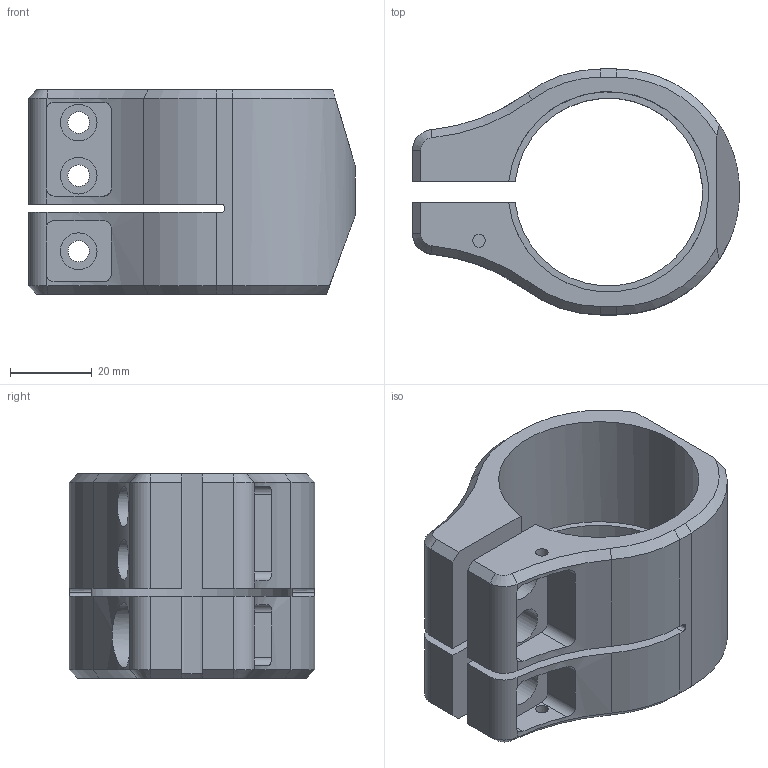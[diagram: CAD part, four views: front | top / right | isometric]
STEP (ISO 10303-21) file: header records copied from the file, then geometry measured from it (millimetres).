
FILE_DESCRIPTION (( 'STEP AP214' ), '1' );
FILE_NAME ('PER-USI-022A-manchon 8EDF.STEP', '2023-04-03T12:12:32', ( '' ), ( '' ), 'SwSTEP 2.0', 'SolidWorks 2021', '' );
FILE_SCHEMA (( 'AUTOMOTIVE_DESIGN' ));
Length unit declared in the file: millimetre
Products named in the file (1): PER-USI-022A-manchon 8EDF
Bounding box: 80.1 x 60.2 x 50 mm (x, y, z)
Volume: 74552.4 mm3; surface area: 27413.1 mm2
Topology: 1 solids, 1 shells, 93 faces, 255 edges, 166 vertices
Faces by surface type: plane 38, cylinder 34, cone 17, bspline 4
Full cylindrical faces by diameter (mm): 3.1 x2, 5.2 x1, 5.3 x2, 9 x3, 10 x2, 16 x1
Entity records: 3485 total; most frequent: CARTESIAN_POINT 1176, ORIENTED_EDGE 470, DIRECTION 459, EDGE_CURVE 235, AXIS2_PLACEMENT_3D 172, VERTEX_POINT 157, EDGE_LOOP 122, VECTOR 115
